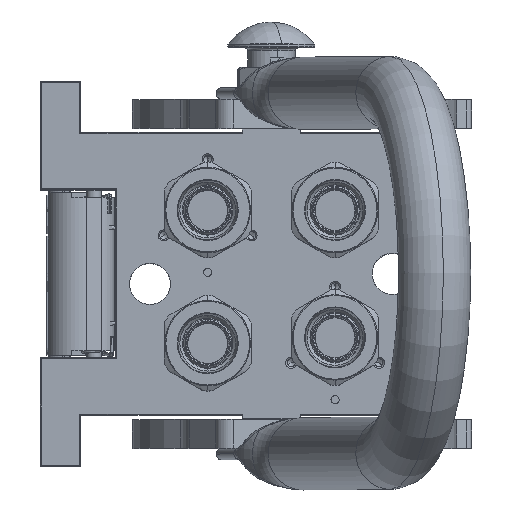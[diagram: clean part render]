
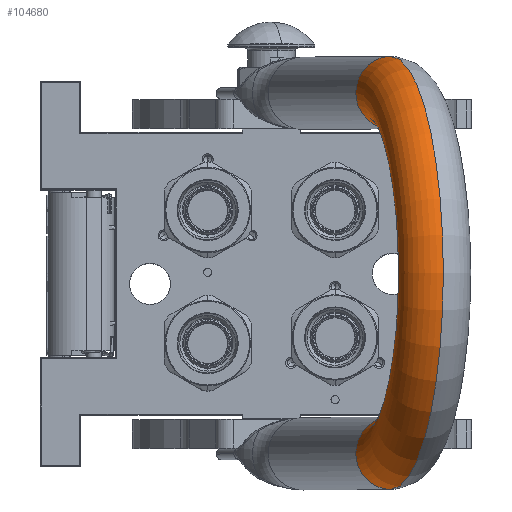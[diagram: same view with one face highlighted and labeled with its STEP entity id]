
A CAD part, top view. The second image highlights one B-rep face of the part: STEP entity #104680.
In plain terms, the highlighted toroidal (fillet/blend) face has major radius 62.25 mm and minor radius 12.5 mm.
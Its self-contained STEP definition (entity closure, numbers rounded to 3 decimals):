
#2536 = DIRECTION ( 'NONE',  ( 0., 1., 0. ) ) ;
#3182 = CARTESIAN_POINT ( 'NONE',  ( -62.25, 0., 125.25 ) ) ;
#10122 = CIRCLE ( 'NONE', #15941, 12.5 ) ;
#11505 = CIRCLE ( 'NONE', #78352, 49.75 ) ;
#13104 = DIRECTION ( 'NONE',  ( 0., 0., 1. ) ) ;
#15941 = AXIS2_PLACEMENT_3D ( 'NONE', #22162, #101023, #41999 ) ;
#16742 = AXIS2_PLACEMENT_3D ( 'NONE', #76309, #57369, #59087 ) ;
#22162 = CARTESIAN_POINT ( 'NONE',  ( 62.25, 0., 125.25 ) ) ;
#23118 = ORIENTED_EDGE ( 'NONE', *, *, #25454, .F. ) ;
#24134 = EDGE_LOOP ( 'NONE', ( #71464, #23118, #115527, #121096 ) ) ;
#25454 = EDGE_CURVE ( 'NONE', #52742, #35864, #10122, .T. ) ;
#32252 = EDGE_CURVE ( 'NONE', #109307, #109019, #105877, .T. ) ;
#35864 = VERTEX_POINT ( 'NONE', #55912 ) ;
#36355 = CARTESIAN_POINT ( 'NONE',  ( -74.75, 0., 125.25 ) ) ;
#41999 = DIRECTION ( 'NONE',  ( -1., 0., 0. ) ) ;
#52742 = VERTEX_POINT ( 'NONE', #78082 ) ;
#55912 = CARTESIAN_POINT ( 'NONE',  ( 74.75, 0., 125.25 ) ) ;
#57369 = DIRECTION ( 'NONE',  ( 0., 1., 0. ) ) ;
#58859 = EDGE_CURVE ( 'NONE', #109019, #35864, #91668, .T. ) ;
#59087 = DIRECTION ( 'NONE',  ( 1., 0., 0. ) ) ;
#67687 = EDGE_CURVE ( 'NONE', #109307, #52742, #11505, .T. ) ;
#71403 = DIRECTION ( 'NONE',  ( -1., 0., 0. ) ) ;
#71464 = ORIENTED_EDGE ( 'NONE', *, *, #58859, .T. ) ;
#71801 = AXIS2_PLACEMENT_3D ( 'NONE', #3182, #13104, #81968 ) ;
#76309 = CARTESIAN_POINT ( 'NONE',  ( 0., 0., 125.25 ) ) ;
#78082 = CARTESIAN_POINT ( 'NONE',  ( 49.75, 0., 125.25 ) ) ;
#78352 = AXIS2_PLACEMENT_3D ( 'NONE', #100728, #2536, #71403 ) ;
#81968 = DIRECTION ( 'NONE',  ( 1., 0., 0. ) ) ;
#89525 = DIRECTION ( 'NONE',  ( -1., 0., 0. ) ) ;
#91668 = CIRCLE ( 'NONE', #100817, 74.75 ) ;
#94186 = FACE_OUTER_BOUND ( 'NONE', #24134, .T. ) ;
#100728 = CARTESIAN_POINT ( 'NONE',  ( 0., 0., 125.25 ) ) ;
#100817 = AXIS2_PLACEMENT_3D ( 'NONE', #108479, #118437, #89525 ) ;
#101023 = DIRECTION ( 'NONE',  ( 0., 0., -1. ) ) ;
#104680 = ADVANCED_FACE ( 'NONE', ( #94186 ), #109712, .T. ) ;
#105877 = CIRCLE ( 'NONE', #71801, 12.5 ) ;
#108479 = CARTESIAN_POINT ( 'NONE',  ( 0., 0., 125.25 ) ) ;
#109019 = VERTEX_POINT ( 'NONE', #36355 ) ;
#109307 = VERTEX_POINT ( 'NONE', #121269 ) ;
#109712 = TOROIDAL_SURFACE ( 'NONE', #16742, 62.25, 12.5 ) ;
#115527 = ORIENTED_EDGE ( 'NONE', *, *, #67687, .F. ) ;
#118437 = DIRECTION ( 'NONE',  ( 0., 1., 0. ) ) ;
#121096 = ORIENTED_EDGE ( 'NONE', *, *, #32252, .T. ) ;
#121269 = CARTESIAN_POINT ( 'NONE',  ( -49.75, 0., 125.25 ) ) ;
